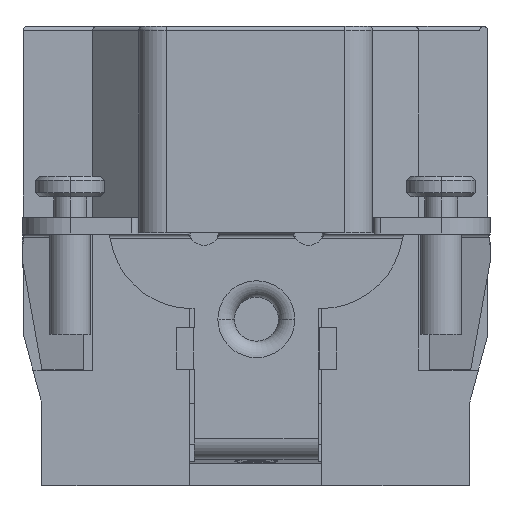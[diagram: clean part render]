
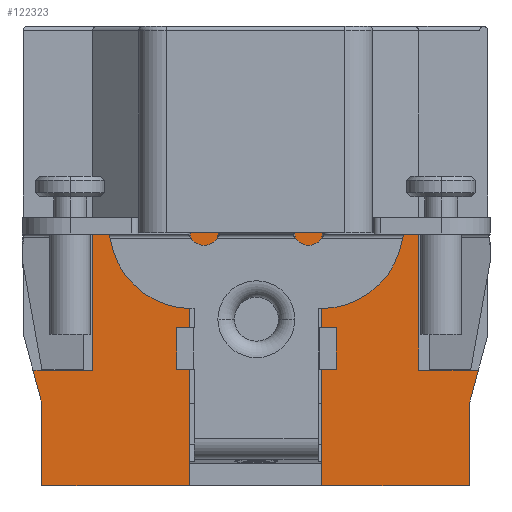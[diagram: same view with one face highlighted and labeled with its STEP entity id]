
A CAD part, front view. The second image highlights one B-rep face of the part: STEP entity #122323.
In plain terms, the highlighted planar face has unit normal (0, -1, 0).
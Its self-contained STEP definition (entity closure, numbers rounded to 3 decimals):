
#325=DIRECTION('',(-1.,0.,0.));
#326=VECTOR('',#325,10.76);
#327=CARTESIAN_POINT('',(15.56,-31.75,-31.9));
#328=LINE('',#327,#326);
#373=DIRECTION('',(-1.,0.,0.));
#374=VECTOR('',#373,10.76);
#375=CARTESIAN_POINT('',(-4.8,-31.75,-31.9));
#376=LINE('',#375,#374);
#13957=DIRECTION('',(-1.,0.,0.));
#13958=VECTOR('',#13957,16.893);
#13959=CARTESIAN_POINT('',(9.756,-31.75,-13.1));
#13960=LINE('',#13959,#13958);
#27255=DIRECTION('',(-1.,0.,0.));
#27256=VECTOR('',#27255,2.094);
#27257=CARTESIAN_POINT('',(11.85,-31.75,-12.4));
#27258=LINE('',#27257,#27256);
#27267=DIRECTION('',(-1.,0.,0.));
#27268=VECTOR('',#27267,4.713);
#27269=CARTESIAN_POINT('',(-7.137,-31.75,-12.4));
#27270=LINE('',#27269,#27268);
#29544=DIRECTION('',(0.,0.,1.));
#29545=VECTOR('',#29544,0.7);
#29546=CARTESIAN_POINT('',(-7.137,-31.75,-13.1));
#29547=LINE('',#29546,#29545);
#29557=DIRECTION('',(0.,0.,-1.));
#29558=VECTOR('',#29557,11.1);
#29559=CARTESIAN_POINT('',(11.85,-31.75,-12.4));
#29560=LINE('',#29559,#29558);
#29561=DIRECTION('',(1.,0.,0.));
#29562=VECTOR('',#29561,4.353);
#29563=CARTESIAN_POINT('',(11.85,-31.75,-23.5));
#29564=LINE('',#29563,#29562);
#29565=DIRECTION('',(0.,0.,-1.));
#29566=VECTOR('',#29565,6.);
#29567=CARTESIAN_POINT('',(15.56,-31.75,-25.9));
#29568=LINE('',#29567,#29566);
#29569=DIRECTION('',(-1.,0.,0.));
#29570=VECTOR('',#29569,9.6);
#29571=CARTESIAN_POINT('',(4.8,-31.75,-14.7));
#29572=LINE('',#29571,#29570);
#29573=DIRECTION('',(-0.259,0.,0.966));
#29574=VECTOR('',#29573,2.485);
#29575=CARTESIAN_POINT('',(-15.56,-31.75,-25.9));
#29576=LINE('',#29575,#29574);
#29577=DIRECTION('',(0.,0.,1.));
#29578=VECTOR('',#29577,11.1);
#29579=CARTESIAN_POINT('',(-11.85,-31.75,-23.5));
#29580=LINE('',#29579,#29578);
#29623=DIRECTION('',(0.259,0.,0.966));
#29624=VECTOR('',#29623,2.485);
#29625=CARTESIAN_POINT('',(15.56,-31.75,-25.9));
#29626=LINE('',#29625,#29624);
#29852=DIRECTION('',(-1.,0.,0.));
#29853=VECTOR('',#29852,4.353);
#29854=CARTESIAN_POINT('',(-11.85,-31.75,-23.5));
#29855=LINE('',#29854,#29853);
#29911=DIRECTION('',(0.,0.,-1.));
#29912=VECTOR('',#29911,6.);
#29913=CARTESIAN_POINT('',(-15.56,-31.75,-25.9));
#29914=LINE('',#29913,#29912);
#31342=DIRECTION('',(0.,0.,1.));
#31343=VECTOR('',#31342,0.7);
#31344=CARTESIAN_POINT('',(9.756,-31.75,-13.1));
#31345=LINE('',#31344,#31343);
#33176=DIRECTION('',(0.,0.,1.));
#33177=VECTOR('',#33176,17.2);
#33178=CARTESIAN_POINT('',(-4.8,-31.75,-31.9));
#33179=LINE('',#33178,#33177);
#33244=DIRECTION('',(0.,0.,-1.));
#33245=VECTOR('',#33244,17.2);
#33246=CARTESIAN_POINT('',(4.8,-31.75,-14.7));
#33247=LINE('',#33246,#33245);
#73639=CARTESIAN_POINT('',(-7.137,-31.75,-13.1));
#73640=CARTESIAN_POINT('',(-7.137,-31.75,-12.4));
#73641=VERTEX_POINT('',#73639);
#73642=VERTEX_POINT('',#73640);
#73651=CARTESIAN_POINT('',(9.756,-31.75,-13.1));
#73652=CARTESIAN_POINT('',(9.756,-31.75,-12.4));
#73653=VERTEX_POINT('',#73651);
#73654=VERTEX_POINT('',#73652);
#73739=CARTESIAN_POINT('',(4.8,-31.75,-14.7));
#73740=CARTESIAN_POINT('',(-4.8,-31.75,-14.7));
#73741=VERTEX_POINT('',#73739);
#73742=VERTEX_POINT('',#73740);
#75217=CARTESIAN_POINT('',(11.85,-31.75,-23.5));
#75219=VERTEX_POINT('',#75217);
#75221=CARTESIAN_POINT('',(-11.85,-31.75,-23.5));
#75223=VERTEX_POINT('',#75221);
#75234=CARTESIAN_POINT('',(16.203,-31.75,-23.5));
#75235=VERTEX_POINT('',#75234);
#75240=CARTESIAN_POINT('',(-16.203,-31.75,-23.5));
#75241=VERTEX_POINT('',#75240);
#78078=CARTESIAN_POINT('',(15.56,-31.75,-31.9));
#78079=CARTESIAN_POINT('',(4.8,-31.75,-31.9));
#78080=VERTEX_POINT('',#78078);
#78081=VERTEX_POINT('',#78079);
#78094=CARTESIAN_POINT('',(-4.8,-31.75,-31.9));
#78095=VERTEX_POINT('',#78094);
#78096=CARTESIAN_POINT('',(-15.56,-31.75,-31.9));
#78097=VERTEX_POINT('',#78096);
#78180=CARTESIAN_POINT('',(-15.56,-31.75,-25.9));
#78181=VERTEX_POINT('',#78180);
#78182=CARTESIAN_POINT('',(15.56,-31.75,-25.9));
#78183=VERTEX_POINT('',#78182);
#78572=CARTESIAN_POINT('',(-11.85,-31.75,-12.4));
#78574=VERTEX_POINT('',#78572);
#78580=CARTESIAN_POINT('',(11.85,-31.75,-12.4));
#78582=VERTEX_POINT('',#78580);
#122286=CARTESIAN_POINT('',(-16.9,-31.75,-13.5));
#122287=DIRECTION('',(0.,-1.,0.));
#122288=DIRECTION('',(1.,0.,0.));
#122289=AXIS2_PLACEMENT_3D('',#122286,#122287,#122288);
#122290=PLANE('',#122289);
#122291=ORIENTED_EDGE('',*,*,#118982,.F.);
#122293=ORIENTED_EDGE('',*,*,#122292,.T.);
#122295=ORIENTED_EDGE('',*,*,#122294,.T.);
#122297=ORIENTED_EDGE('',*,*,#122296,.F.);
#122299=ORIENTED_EDGE('',*,*,#122298,.T.);
#122300=ORIENTED_EDGE('',*,*,#97177,.T.);
#122302=ORIENTED_EDGE('',*,*,#122301,.F.);
#122304=ORIENTED_EDGE('',*,*,#122303,.T.);
#122306=ORIENTED_EDGE('',*,*,#122305,.F.);
#122307=ORIENTED_EDGE('',*,*,#97201,.T.);
#122309=ORIENTED_EDGE('',*,*,#122308,.F.);
#122311=ORIENTED_EDGE('',*,*,#122310,.T.);
#122313=ORIENTED_EDGE('',*,*,#122312,.F.);
#122315=ORIENTED_EDGE('',*,*,#122314,.T.);
#122316=ORIENTED_EDGE('',*,*,#119012,.F.);
#122317=ORIENTED_EDGE('',*,*,#122278,.F.);
#122318=ORIENTED_EDGE('',*,*,#107995,.F.);
#122320=ORIENTED_EDGE('',*,*,#122319,.T.);
#122321=EDGE_LOOP('',(#122291,#122293,#122295,#122297,#122299,#122300,#122302,
#122304,#122306,#122307,#122309,#122311,#122313,#122315,#122316,#122317,#122318,
#122320));
#122322=FACE_OUTER_BOUND('',#122321,.F.);
#122323=ADVANCED_FACE('',(#122322),#122290,.T.);
#97177=EDGE_CURVE('',#78080,#78081,#328,.T.);
#97201=EDGE_CURVE('',#78095,#78097,#376,.T.);
#107995=EDGE_CURVE('',#73653,#73641,#13960,.T.);
#118982=EDGE_CURVE('',#78582,#73654,#27258,.T.);
#119012=EDGE_CURVE('',#73642,#78574,#27270,.T.);
#122278=EDGE_CURVE('',#73641,#73642,#29547,.T.);
#122292=EDGE_CURVE('',#78582,#75219,#29560,.T.);
#122294=EDGE_CURVE('',#75219,#75235,#29564,.T.);
#122296=EDGE_CURVE('',#78183,#75235,#29626,.T.);
#122298=EDGE_CURVE('',#78183,#78080,#29568,.T.);
#122301=EDGE_CURVE('',#73741,#78081,#33247,.T.);
#122303=EDGE_CURVE('',#73741,#73742,#29572,.T.);
#122305=EDGE_CURVE('',#78095,#73742,#33179,.T.);
#122308=EDGE_CURVE('',#78181,#78097,#29914,.T.);
#122310=EDGE_CURVE('',#78181,#75241,#29576,.T.);
#122312=EDGE_CURVE('',#75223,#75241,#29855,.T.);
#122314=EDGE_CURVE('',#75223,#78574,#29580,.T.);
#122319=EDGE_CURVE('',#73653,#73654,#31345,.T.);
